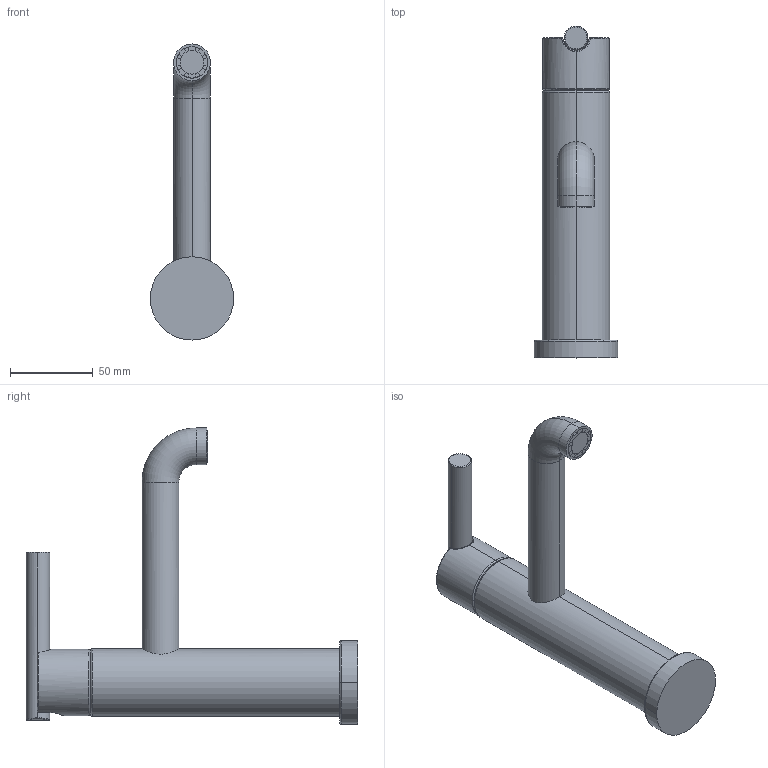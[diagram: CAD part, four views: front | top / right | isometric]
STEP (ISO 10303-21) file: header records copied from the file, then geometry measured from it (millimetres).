
FILE_DESCRIPTION((''),'2;1');
FILE_NAME('1503-1_SW0001','2024-05-17T19:31:04',('nehatek'),(''),'CREO PARAMETRIC BY PTC INC, 2023134','CREO PARAMETRIC BY PTC INC, 2023134','');
FILE_SCHEMA(('CONFIG_CONTROL_DESIGN'));
Length unit declared in the file: inch
Products named in the file (1): 1503-1_SW0001
Bounding box: 50.29 x 200.34 x 178.88 mm (x, y, z)
Volume: 322371.4 mm3; surface area: 44753 mm2
Topology: 1 solids, 1 shells, 132 faces, 311 edges, 188 vertices
Faces by surface type: cylinder 54, plane 46, torus 14, bspline 14, sphere 4
Entity records: 5641 total; most frequent: CARTESIAN_POINT 2605, DIRECTION 641, ORIENTED_EDGE 622, EDGE_CURVE 311, AXIS2_PLACEMENT_3D 254, VERTEX_POINT 188, EDGE_LOOP 139, CIRCLE 136
